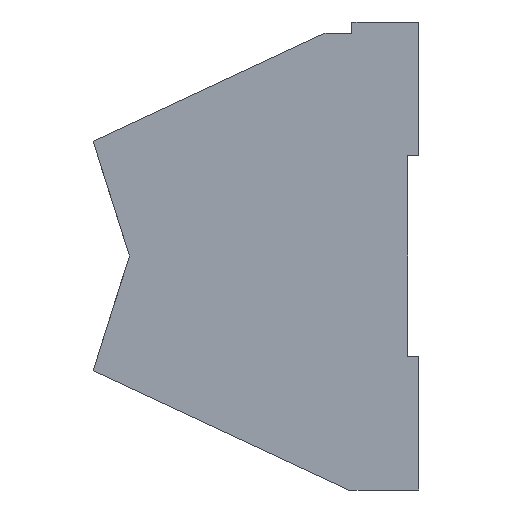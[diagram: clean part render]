
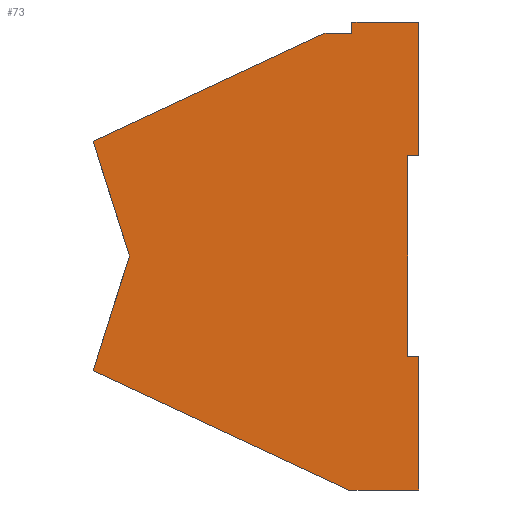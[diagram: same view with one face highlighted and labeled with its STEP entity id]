
A CAD part, left-side view. The second image highlights one B-rep face of the part: STEP entity #73.
In plain terms, the highlighted planar face has unit normal (-1, 0, 0).
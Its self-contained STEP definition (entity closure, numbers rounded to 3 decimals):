
#73 = ADVANCED_FACE( '', ( #164 ), #165, .F. );
#164 = FACE_OUTER_BOUND( '', #272, .T. );
#165 = PLANE( '', #273 );
#272 = EDGE_LOOP( '', ( #441, #442, #443, #444, #445, #446, #447, #448, #449, #450, #451, #452, #453 ) );
#273 = AXIS2_PLACEMENT_3D( '', #454, #455, #456 );
#441 = ORIENTED_EDGE( '', *, *, #722, .F. );
#442 = ORIENTED_EDGE( '', *, *, #723, .F. );
#443 = ORIENTED_EDGE( '', *, *, #724, .F. );
#444 = ORIENTED_EDGE( '', *, *, #725, .F. );
#445 = ORIENTED_EDGE( '', *, *, #726, .F. );
#446 = ORIENTED_EDGE( '', *, *, #667, .F. );
#447 = ORIENTED_EDGE( '', *, *, #727, .F. );
#448 = ORIENTED_EDGE( '', *, *, #718, .F. );
#449 = ORIENTED_EDGE( '', *, *, #728, .F. );
#450 = ORIENTED_EDGE( '', *, *, #729, .F. );
#451 = ORIENTED_EDGE( '', *, *, #691, .F. );
#452 = ORIENTED_EDGE( '', *, *, #730, .F. );
#453 = ORIENTED_EDGE( '', *, *, #731, .F. );
#454 = CARTESIAN_POINT( '', ( 0., 0., 0. ) );
#455 = DIRECTION( '', ( 1., 0., 0. ) );
#456 = DIRECTION( '', ( 0., 0., -1. ) );
#667 = EDGE_CURVE( '', #800, #802, #803, .T. );
#691 = EDGE_CURVE( '', #846, #848, #849, .T. );
#718 = EDGE_CURVE( '', #891, #892, #893, .T. );
#722 = EDGE_CURVE( '', #897, #898, #899, .T. );
#723 = EDGE_CURVE( '', #900, #897, #901, .T. );
#724 = EDGE_CURVE( '', #902, #900, #903, .T. );
#725 = EDGE_CURVE( '', #904, #902, #905, .T. );
#726 = EDGE_CURVE( '', #802, #904, #906, .T. );
#727 = EDGE_CURVE( '', #892, #800, #907, .T. );
#728 = EDGE_CURVE( '', #908, #891, #909, .T. );
#729 = EDGE_CURVE( '', #848, #908, #910, .T. );
#730 = EDGE_CURVE( '', #911, #846, #912, .T. );
#731 = EDGE_CURVE( '', #898, #911, #913, .T. );
#800 = VERTEX_POINT( '', #988 );
#802 = VERTEX_POINT( '', #991 );
#803 = LINE( '', #992, #993 );
#846 = VERTEX_POINT( '', #1046 );
#848 = VERTEX_POINT( '', #1049 );
#849 = LINE( '', #1050, #1051 );
#891 = VERTEX_POINT( '', #1106 );
#892 = VERTEX_POINT( '', #1107 );
#893 = LINE( '', #1108, #1109 );
#897 = VERTEX_POINT( '', #1115 );
#898 = VERTEX_POINT( '', #1116 );
#899 = LINE( '', #1117, #1118 );
#900 = VERTEX_POINT( '', #1119 );
#901 = LINE( '', #1120, #1121 );
#902 = VERTEX_POINT( '', #1122 );
#903 = LINE( '', #1123, #1124 );
#904 = VERTEX_POINT( '', #1125 );
#905 = LINE( '', #1126, #1127 );
#906 = LINE( '', #1128, #1129 );
#907 = LINE( '', #1130, #1131 );
#908 = VERTEX_POINT( '', #1132 );
#909 = LINE( '', #1133, #1134 );
#910 = LINE( '', #1135, #1136 );
#911 = VERTEX_POINT( '', #1137 );
#912 = LINE( '', #1138, #1139 );
#913 = LINE( '', #1140, #1141 );
#988 = CARTESIAN_POINT( '', ( 0., 14.61, -5.15 ) );
#991 = CARTESIAN_POINT( '', ( 0., 12.986, 0. ) );
#992 = CARTESIAN_POINT( '', ( 0., 14.61, -5.15 ) );
#993 = VECTOR( '', #1228, 1000. );
#1046 = CARTESIAN_POINT( '', ( 0., 0.5, 4.5 ) );
#1049 = CARTESIAN_POINT( '', ( 0., 0.5, -4.5 ) );
#1050 = CARTESIAN_POINT( '', ( 0., 0.5, 4.5 ) );
#1051 = VECTOR( '', #1270, 1000. );
#1106 = CARTESIAN_POINT( '', ( 0., 0., -10.5 ) );
#1107 = CARTESIAN_POINT( '', ( 0., 3.137, -10.5 ) );
#1108 = CARTESIAN_POINT( '', ( 0., 0., -10.5 ) );
#1109 = VECTOR( '', #1308, 1000. );
#1115 = CARTESIAN_POINT( '', ( 0., 3., 10.5 ) );
#1116 = CARTESIAN_POINT( '', ( 0., 0., 10.5 ) );
#1117 = CARTESIAN_POINT( '', ( 0., 3., 10.5 ) );
#1118 = VECTOR( '', #1311, 1000. );
#1119 = CARTESIAN_POINT( '', ( 0., 3., 10. ) );
#1120 = CARTESIAN_POINT( '', ( 0., 3., 10. ) );
#1121 = VECTOR( '', #1312, 1000. );
#1122 = CARTESIAN_POINT( '', ( 0., 4.209, 10. ) );
#1123 = CARTESIAN_POINT( '', ( 0., 4.209, 10. ) );
#1124 = VECTOR( '', #1313, 1000. );
#1125 = CARTESIAN_POINT( '', ( 0., 14.61, 5.15 ) );
#1126 = CARTESIAN_POINT( '', ( 0., 14.61, 5.15 ) );
#1127 = VECTOR( '', #1314, 1000. );
#1128 = CARTESIAN_POINT( '', ( 0., 12.986, 0. ) );
#1129 = VECTOR( '', #1315, 1000. );
#1130 = CARTESIAN_POINT( '', ( 0., 3.137, -10.5 ) );
#1131 = VECTOR( '', #1316, 1000. );
#1132 = CARTESIAN_POINT( '', ( 0., 0., -4.5 ) );
#1133 = CARTESIAN_POINT( '', ( 0., 0., -4.5 ) );
#1134 = VECTOR( '', #1317, 1000. );
#1135 = CARTESIAN_POINT( '', ( 0., 0.5, -4.5 ) );
#1136 = VECTOR( '', #1318, 1000. );
#1137 = CARTESIAN_POINT( '', ( 0., 0., 4.5 ) );
#1138 = CARTESIAN_POINT( '', ( 0., 0., 4.5 ) );
#1139 = VECTOR( '', #1319, 1000. );
#1140 = CARTESIAN_POINT( '', ( 0., 0., 10.5 ) );
#1141 = VECTOR( '', #1320, 1000. );
#1228 = DIRECTION( '', ( 0., -0.301, 0.954 ) );
#1270 = DIRECTION( '', ( 0., 0., -1. ) );
#1308 = DIRECTION( '', ( 0., 1., 0. ) );
#1311 = DIRECTION( '', ( 0., -1., 0. ) );
#1312 = DIRECTION( '', ( 0., 0., 1. ) );
#1313 = DIRECTION( '', ( 0., -1., 0. ) );
#1314 = DIRECTION( '', ( 0., -0.906, 0.423 ) );
#1315 = DIRECTION( '', ( 0., 0.301, 0.954 ) );
#1316 = DIRECTION( '', ( 0., 0.906, 0.423 ) );
#1317 = DIRECTION( '', ( 0., 0., -1. ) );
#1318 = DIRECTION( '', ( 0., -1., 0. ) );
#1319 = DIRECTION( '', ( 0., 1., 0. ) );
#1320 = DIRECTION( '', ( 0., 0., -1. ) );
